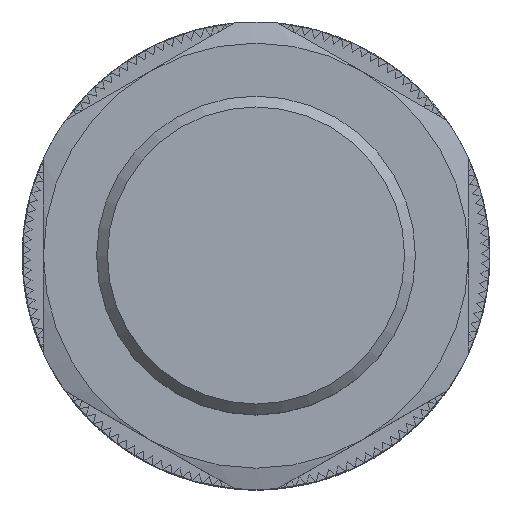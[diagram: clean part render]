
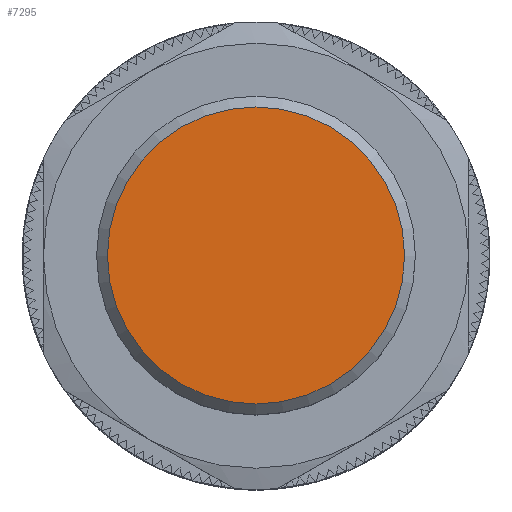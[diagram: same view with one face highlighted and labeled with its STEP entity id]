
A CAD part, top view. The second image highlights one B-rep face of the part: STEP entity #7295.
In plain terms, the highlighted face is planar.
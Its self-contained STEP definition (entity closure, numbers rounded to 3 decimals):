
#1800=PLANE('',#7793);
#2247=CIRCLE('',#7794,8.387);
#2441=ORIENTED_EDGE('',*,*,#4603,.F.);
#4603=EDGE_CURVE('',#5684,#5684,#2247,.T.);
#5684=VERTEX_POINT('',#10665);
#6315=EDGE_LOOP('',(#2441));
#6800=FACE_BOUND('',#6315,.T.);
#7295=ADVANCED_FACE('',(#6800),#1800,.F.);
#7793=AXIS2_PLACEMENT_3D('',#10663,#8464,#8465);
#7794=AXIS2_PLACEMENT_3D('',#10664,#8466,#8467);
#8464=DIRECTION('',(1.,0.,0.));
#8465=DIRECTION('',(0.,0.,-1.));
#8466=DIRECTION('',(1.,0.,0.));
#8467=DIRECTION('',(0.,0.,-1.));
#10663=CARTESIAN_POINT('',(0.,0.,0.));
#10664=CARTESIAN_POINT('',(0.,0.,0.));
#10665=CARTESIAN_POINT('',(0.,0.,-8.387));
